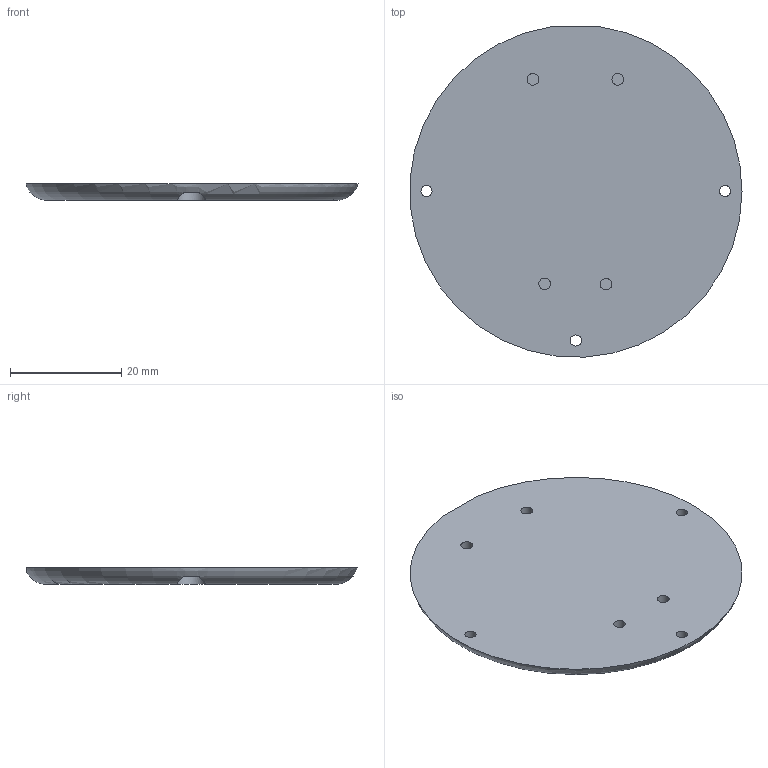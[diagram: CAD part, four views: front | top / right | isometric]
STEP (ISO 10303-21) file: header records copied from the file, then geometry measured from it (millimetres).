
FILE_DESCRIPTION(/* description */ (''),/* implementation_level */ '2;1');
FILE_NAME(/* name */ '',/* time_stamp */ '2024-06-24T22:08:00+08:00',/* author */ (''),/* organization */ (''),/* preprocessor_version */ 'ST-DEVELOPER v20',/* originating_system */ 'Autodesk Translation Framework v13.14.0.145',/* authorisation */ '');
FILE_SCHEMA (('AUTOMOTIVE_DESIGN { 1 0 10303 214 3 1 1 }'));
Length unit declared in the file: millimetre
Products named in the file (1): 合体底座
Bounding box: 59.67 x 59.37 x 3 mm (x, y, z)
Volume: 7748.7 mm3; surface area: 5966.8 mm2
Topology: 1 solids, 1 shells, 21 faces, 45 edges, 30 vertices
Faces by surface type: cylinder 10, plane 10, torus 1
Full cylindrical faces by diameter (mm): 2 x3, 2.1 x4
Entity records: 702 total; most frequent: CARTESIAN_POINT 176, DIRECTION 112, ORIENTED_EDGE 90, AXIS2_PLACEMENT_3D 52, EDGE_CURVE 45, EDGE_LOOP 31, CIRCLE 30, VERTEX_POINT 30
